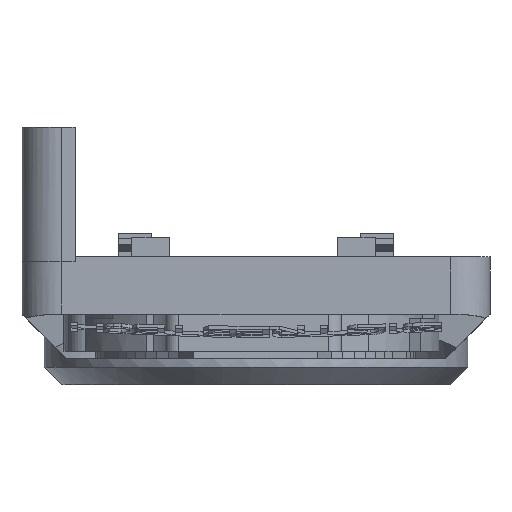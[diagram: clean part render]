
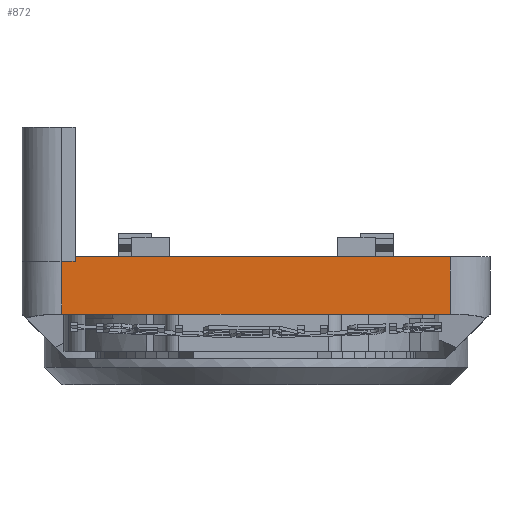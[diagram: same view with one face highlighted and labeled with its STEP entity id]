
A CAD part, front view. The second image highlights one B-rep face of the part: STEP entity #872.
In plain terms, the highlighted planar face has unit normal (0, -1, 0).
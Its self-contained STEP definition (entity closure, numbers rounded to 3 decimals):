
#64=(
BOUNDED_CURVE()
B_SPLINE_CURVE(2,(#8508,#8509,#8510),.UNSPECIFIED.,.F.,.F.)
B_SPLINE_CURVE_WITH_KNOTS((3,3),(0.,1.),.UNSPECIFIED.)
CURVE()
GEOMETRIC_REPRESENTATION_ITEM()
RATIONAL_B_SPLINE_CURVE((1.,1.,1.))
REPRESENTATION_ITEM('')
);
#65=(
BOUNDED_CURVE()
B_SPLINE_CURVE(1,(#8513,#8514,#8515,#8516,#8517,#8518,#8519,#8520,#8521,
#8522,#8523,#8524,#8525,#8526,#8527,#8528,#8529,#8530,#8531,#8532,#8533,
#8534),.UNSPECIFIED.,.F.,.F.)
B_SPLINE_CURVE_WITH_KNOTS((2,1,1,1,1,1,1,1,1,1,1,1,1,1,1,1,1,1,1,1,1,2),
(0.,0.115,0.204,0.272,0.325,
0.365,0.396,0.42,0.439,
0.453,0.464,0.536,0.547,
0.561,0.58,0.604,0.635,
0.675,0.728,0.796,0.885,
1.),.UNSPECIFIED.)
CURVE()
GEOMETRIC_REPRESENTATION_ITEM()
RATIONAL_B_SPLINE_CURVE((1.,1.,1.,1.,1.,1.,1.,1.,1.,1.,1.,1.,1.,1.,1.,1.,
1.,1.,1.,1.,1.,1.))
REPRESENTATION_ITEM('')
);
#180=B_SPLINE_CURVE_WITH_KNOTS('',1,(#8906,#8907),.UNSPECIFIED.,.F.,.F.,
(2,2),(0.,1.),.UNSPECIFIED.);
#315=B_SPLINE_CURVE_WITH_KNOTS('',1,(#9725,#9726),.UNSPECIFIED.,.F.,.F.,
(2,2),(0.,1.),.UNSPECIFIED.);
#316=B_SPLINE_CURVE_WITH_KNOTS('',1,(#9727,#9728,#9729),.UNSPECIFIED.,.F.,
 .F.,(2,1,2),(0.,0.919,1.),.UNSPECIFIED.);
#872=ADVANCED_FACE('',(#1461),#1170,.T.);
#1170=PLANE('',#6309);
#1461=FACE_OUTER_BOUND('',#1802,.T.);
#1802=EDGE_LOOP('',(#2981,#2982,#2983,#2984,#2985,#2986,#2987));
#2981=ORIENTED_EDGE('',*,*,#4869,.F.);
#2982=ORIENTED_EDGE('',*,*,#4868,.F.);
#2983=ORIENTED_EDGE('',*,*,#5083,.T.);
#2984=ORIENTED_EDGE('',*,*,#4948,.F.);
#2985=ORIENTED_EDGE('',*,*,#5084,.T.);
#2986=ORIENTED_EDGE('',*,*,#5085,.T.);
#2987=ORIENTED_EDGE('',*,*,#5086,.T.);
#4128=VERTEX_POINT('',#8511);
#4129=VERTEX_POINT('',#8512);
#4130=VERTEX_POINT('',#8535);
#4176=VERTEX_POINT('',#8908);
#4177=VERTEX_POINT('',#8909);
#4308=VERTEX_POINT('',#9730);
#4309=VERTEX_POINT('',#9732);
#4868=EDGE_CURVE('',#4128,#4129,#64,.T.);
#4869=EDGE_CURVE('',#4129,#4130,#65,.T.);
#4948=EDGE_CURVE('',#4176,#4177,#180,.T.);
#5083=EDGE_CURVE('',#4128,#4177,#315,.T.);
#5084=EDGE_CURVE('',#4176,#4308,#316,.T.);
#5085=EDGE_CURVE('',#4308,#4309,#5725,.T.);
#5086=EDGE_CURVE('',#4309,#4130,#5726,.T.);
#5725=LINE('',#9731,#6081);
#5726=LINE('',#9733,#6082);
#6081=VECTOR('',#7239,1.);
#6082=VECTOR('',#7240,1.);
#6309=AXIS2_PLACEMENT_3D('',#9734,#7241,#7242);
#7239=DIRECTION('',(-1.,0.,0.));
#7240=DIRECTION('',(0.,0.,-1.));
#7241=DIRECTION('',(0.,-1.,0.));
#7242=DIRECTION('',(1.,0.,0.));
#8508=CARTESIAN_POINT('',(-29.297,-27.595,-6.904));
#8509=CARTESIAN_POINT('',(-28.547,-27.595,-6.904));
#8510=CARTESIAN_POINT('',(-27.797,-27.595,-6.904));
#8511=CARTESIAN_POINT('',(-29.297,-27.595,-6.904));
#8512=CARTESIAN_POINT('',(-27.797,-27.595,-6.904));
#8513=CARTESIAN_POINT('',(-27.797,-27.595,-6.923));
#8514=CARTESIAN_POINT('',(-27.797,-27.595,-6.919));
#8515=CARTESIAN_POINT('',(-27.797,-27.595,-6.915));
#8516=CARTESIAN_POINT('',(-27.797,-27.595,-6.912));
#8517=CARTESIAN_POINT('',(-27.797,-27.595,-6.91));
#8518=CARTESIAN_POINT('',(-27.797,-27.595,-6.908));
#8519=CARTESIAN_POINT('',(-27.797,-27.595,-6.907));
#8520=CARTESIAN_POINT('',(-27.797,-27.595,-6.906));
#8521=CARTESIAN_POINT('',(-27.797,-27.595,-6.905));
#8522=CARTESIAN_POINT('',(-27.797,-27.595,-6.905));
#8523=CARTESIAN_POINT('',(-27.797,-27.595,-6.904));
#8524=CARTESIAN_POINT('',(-27.797,-27.595,-6.901));
#8525=CARTESIAN_POINT('',(-27.797,-27.595,-6.901));
#8526=CARTESIAN_POINT('',(-27.797,-27.595,-6.9));
#8527=CARTESIAN_POINT('',(-27.797,-27.595,-6.9));
#8528=CARTESIAN_POINT('',(-27.797,-27.595,-6.899));
#8529=CARTESIAN_POINT('',(-27.797,-27.595,-6.897));
#8530=CARTESIAN_POINT('',(-27.797,-27.595,-6.896));
#8531=CARTESIAN_POINT('',(-27.797,-27.595,-6.893));
#8532=CARTESIAN_POINT('',(-27.797,-27.595,-6.891));
#8533=CARTESIAN_POINT('',(-27.797,-27.595,-6.887));
#8534=CARTESIAN_POINT('',(-27.797,-27.595,-6.882));
#8535=CARTESIAN_POINT('',(-27.797,-27.595,-6.901));
#8906=CARTESIAN_POINT('',(14.703,-27.595,-12.901));
#8907=CARTESIAN_POINT('',(-29.297,-27.595,-12.901));
#8908=CARTESIAN_POINT('',(14.703,-27.595,-12.901));
#8909=CARTESIAN_POINT('',(-29.297,-27.595,-12.901));
#9725=CARTESIAN_POINT('',(-29.297,-27.595,-6.904));
#9726=CARTESIAN_POINT('',(-29.297,-27.595,-12.901));
#9727=CARTESIAN_POINT('',(14.703,-27.595,-12.901));
#9728=CARTESIAN_POINT('',(14.703,-27.595,-6.901));
#9729=CARTESIAN_POINT('',(14.703,-27.595,-6.37));
#9730=CARTESIAN_POINT('',(14.703,-27.595,-6.419));
#9731=CARTESIAN_POINT('',(-34.306,-27.595,-6.419));
#9732=CARTESIAN_POINT('',(-27.797,-27.595,-6.419));
#9733=CARTESIAN_POINT('',(-27.797,-27.595,10.424));
#9734=CARTESIAN_POINT('',(-34.306,-27.595,-14.111));
